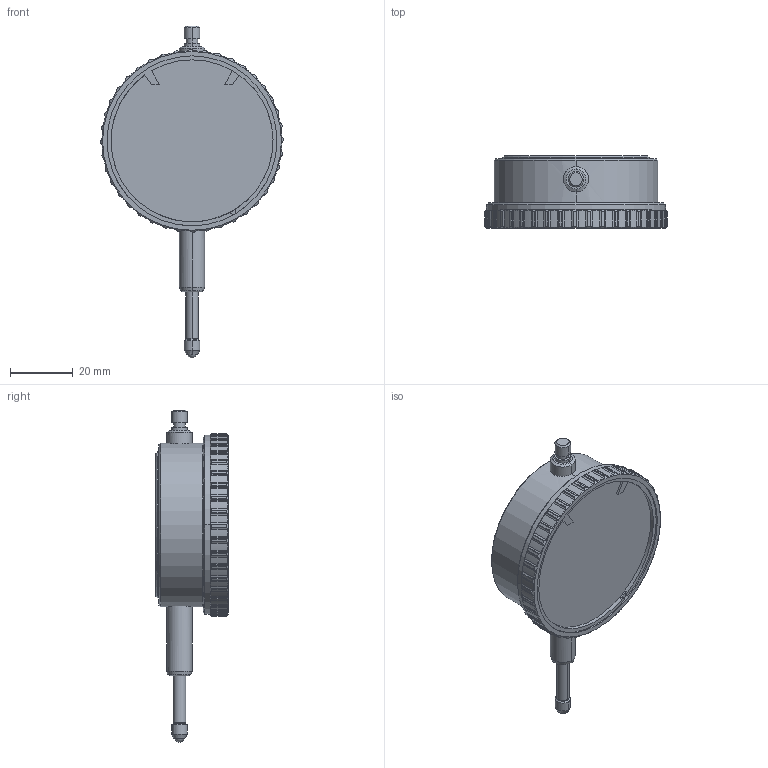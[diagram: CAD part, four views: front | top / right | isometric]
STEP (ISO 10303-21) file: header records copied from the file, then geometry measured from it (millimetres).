
FILE_DESCRIPTION(('STEP AP214'),'1');
FILE_NAME('M2TOPS.STP','2016-07-20T06:38:10',(' '),(' '),'Spatial InterOp 3D',' ',' ');
FILE_SCHEMA(('automotive_design'));
Length unit declared in the file: millimetre
Products named in the file (1): 1
Bounding box: 58 x 23 x 105.49 mm (x, y, z)
Volume: 49987.1 mm3; surface area: 10362.3 mm2
Topology: 1 solids, 4 shells, 389 faces, 1070 edges, 704 vertices
Faces by surface type: cylinder 235, plane 127, cone 26, sphere 1
Entity records: 13733 total; most frequent: CARTESIAN_POINT 4382, ORIENTED_EDGE 2140, DIRECTION 1806, EDGE_CURVE 1070, AXIS2_PLACEMENT_3D 708, VERTEX_POINT 704, EDGE_LOOP 410, LINE 390
